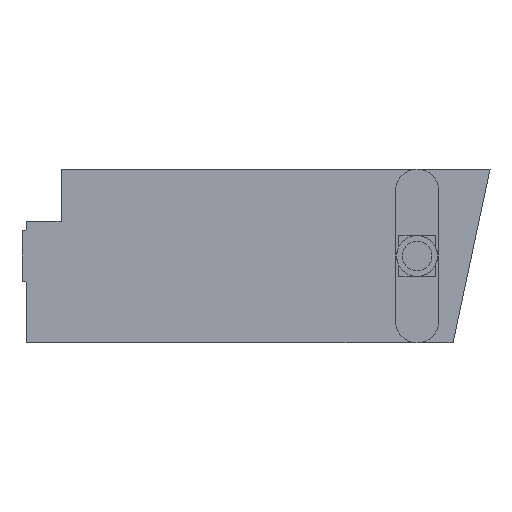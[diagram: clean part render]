
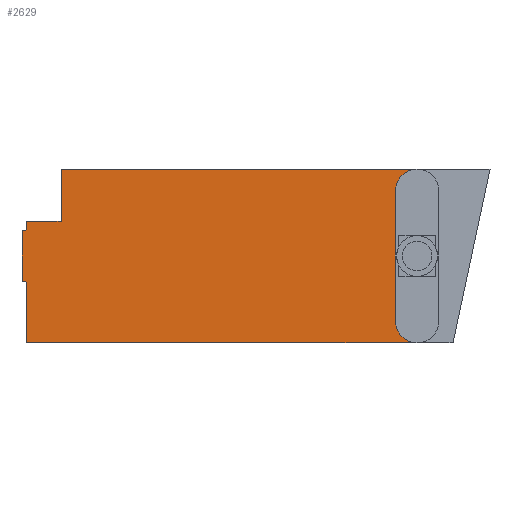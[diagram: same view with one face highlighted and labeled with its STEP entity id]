
A CAD part, front view. The second image highlights one B-rep face of the part: STEP entity #2629.
In plain terms, the highlighted planar face has unit normal (0, -1, 0).
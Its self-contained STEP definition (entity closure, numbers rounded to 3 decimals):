
#139=CIRCLE('',#2846,2.5);
#140=CIRCLE('',#2847,2.5);
#266=FACE_OUTER_BOUND('',#408,.T.);
#408=EDGE_LOOP('',(#2269,#2270,#2271,#2272,#2273,#2274,#2275,#2276,#2277,
#2278,#2279,#2280));
#461=LINE('',#3670,#761);
#465=LINE('',#3678,#765);
#468=LINE('',#3684,#768);
#471=LINE('',#3690,#771);
#476=LINE('',#3699,#776);
#477=LINE('',#3702,#777);
#710=LINE('',#4345,#1010);
#715=LINE('',#4354,#1015);
#717=LINE('',#4358,#1017);
#718=LINE('',#4362,#1018);
#761=VECTOR('',#2975,10.);
#765=VECTOR('',#2981,10.);
#768=VECTOR('',#2986,10.);
#771=VECTOR('',#2991,10.);
#776=VECTOR('',#2998,10.);
#777=VECTOR('',#3001,10.);
#1010=VECTOR('',#3510,10.);
#1015=VECTOR('',#3517,10.);
#1017=VECTOR('',#3521,10.);
#1018=VECTOR('',#3524,10.);
#1065=VERTEX_POINT('',#3668);
#1066=VERTEX_POINT('',#3669);
#1069=VERTEX_POINT('',#3677);
#1071=VERTEX_POINT('',#3683);
#1073=VERTEX_POINT('',#3689);
#1076=VERTEX_POINT('',#3697);
#1077=VERTEX_POINT('',#3701);
#1258=VERTEX_POINT('',#4342);
#1259=VERTEX_POINT('',#4344);
#1263=VERTEX_POINT('',#4357);
#1264=VERTEX_POINT('',#4359);
#1265=VERTEX_POINT('',#4361);
#1321=EDGE_CURVE('',#1065,#1066,#461,.T.);
#1325=EDGE_CURVE('',#1066,#1069,#465,.T.);
#1328=EDGE_CURVE('',#1071,#1065,#468,.T.);
#1331=EDGE_CURVE('',#1073,#1069,#471,.T.);
#1336=EDGE_CURVE('',#1071,#1076,#476,.T.);
#1337=EDGE_CURVE('',#1077,#1073,#477,.T.);
#1623=EDGE_CURVE('',#1258,#1259,#710,.T.);
#1628=EDGE_CURVE('',#1258,#1077,#715,.T.);
#1630=EDGE_CURVE('',#1076,#1263,#717,.T.);
#1631=EDGE_CURVE('',#1263,#1264,#139,.T.);
#1632=EDGE_CURVE('',#1264,#1265,#718,.T.);
#1633=EDGE_CURVE('',#1265,#1259,#140,.T.);
#2269=ORIENTED_EDGE('',*,*,#1628,.T.);
#2270=ORIENTED_EDGE('',*,*,#1337,.T.);
#2271=ORIENTED_EDGE('',*,*,#1331,.T.);
#2272=ORIENTED_EDGE('',*,*,#1325,.F.);
#2273=ORIENTED_EDGE('',*,*,#1321,.F.);
#2274=ORIENTED_EDGE('',*,*,#1328,.F.);
#2275=ORIENTED_EDGE('',*,*,#1336,.T.);
#2276=ORIENTED_EDGE('',*,*,#1630,.T.);
#2277=ORIENTED_EDGE('',*,*,#1631,.T.);
#2278=ORIENTED_EDGE('',*,*,#1632,.T.);
#2279=ORIENTED_EDGE('',*,*,#1633,.T.);
#2280=ORIENTED_EDGE('',*,*,#1623,.F.);
#2498=PLANE('',#2845);
#2629=ADVANCED_FACE('',(#266),#2498,.T.);
#2845=AXIS2_PLACEMENT_3D('',#4356,#3519,#3520);
#2846=AXIS2_PLACEMENT_3D('',#4360,#3522,#3523);
#2847=AXIS2_PLACEMENT_3D('',#4363,#3525,#3526);
#2975=DIRECTION('',(0.,0.,1.));
#2981=DIRECTION('',(0.985,0.,0.174));
#2986=DIRECTION('',(-0.985,0.,0.174));
#2991=DIRECTION('',(0.,0.,-1.));
#2998=DIRECTION('',(0.,0.,-1.));
#3001=DIRECTION('',(-1.,0.,0.));
#3510=DIRECTION('',(1.,0.,0.));
#3517=DIRECTION('',(0.,0.,-1.));
#3519=DIRECTION('center_axis',(0.,-1.,0.));
#3520=DIRECTION('ref_axis',(1.,0.,0.));
#3521=DIRECTION('',(1.,0.,0.));
#3522=DIRECTION('center_axis',(0.,1.,0.));
#3523=DIRECTION('ref_axis',(-1.,0.,0.));
#3524=DIRECTION('',(0.,0.,1.));
#3525=DIRECTION('center_axis',(0.,1.,0.));
#3526=DIRECTION('ref_axis',(1.,0.,0.));
#3668=CARTESIAN_POINT('',(-36.162,2.5,7.088));
#3669=CARTESIAN_POINT('',(-36.162,2.5,12.912));
#3670=CARTESIAN_POINT('',(-36.162,2.5,11.456));
#3677=CARTESIAN_POINT('',(-35.662,2.5,13.));
#3678=CARTESIAN_POINT('',(-36.04,2.5,12.933));
#3683=CARTESIAN_POINT('',(-35.662,2.5,7.));
#3684=CARTESIAN_POINT('',(-36.29,2.5,7.111));
#3689=CARTESIAN_POINT('',(-35.662,2.5,14.));
#3690=CARTESIAN_POINT('',(-35.662,2.5,10.5));
#3697=CARTESIAN_POINT('',(-35.662,2.5,0.));
#3699=CARTESIAN_POINT('',(-35.662,2.5,10.5));
#3701=CARTESIAN_POINT('',(-31.662,2.5,14.));
#3702=CARTESIAN_POINT('',(-32.662,2.5,14.));
#4342=CARTESIAN_POINT('',(-31.662,2.5,20.));
#4344=CARTESIAN_POINT('',(9.338,2.5,20.));
#4345=CARTESIAN_POINT('',(24.338,2.5,20.));
#4354=CARTESIAN_POINT('',(-31.662,2.5,5.));
#4356=CARTESIAN_POINT('Origin',(-35.662,2.5,0.));
#4357=CARTESIAN_POINT('',(9.338,2.5,0.));
#4358=CARTESIAN_POINT('',(-34.662,2.5,0.));
#4359=CARTESIAN_POINT('',(6.838,2.5,2.5));
#4360=CARTESIAN_POINT('Origin',(9.338,2.5,2.5));
#4361=CARTESIAN_POINT('',(6.838,2.5,17.5));
#4362=CARTESIAN_POINT('',(6.838,2.5,8.75));
#4363=CARTESIAN_POINT('Origin',(9.338,2.5,17.5));
